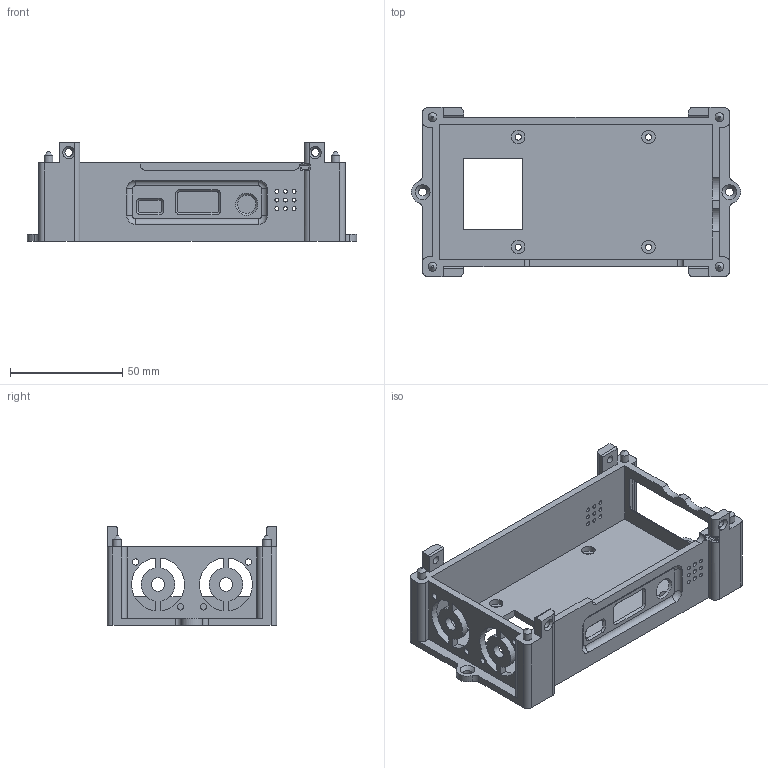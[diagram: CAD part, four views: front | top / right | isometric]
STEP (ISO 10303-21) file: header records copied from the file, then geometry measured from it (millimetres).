
FILE_DESCRIPTION(/* description */ ('Alibre Inc.'),/* implementation_level */ '2;1');
FILE_NAME(/* name */ 'export-516BD7B7-B234-4FE9-B2CC-DDD08022E3A9',/* time_stamp */ '2019-07-09T16:00:50-07:00',/* author */ (''),/* organization */ (''),/* preprocessor_version */ 'ST-DEVELOPER v17',/* originating_system */ 'Alibre',/* authorisation */ '');
FILE_SCHEMA (('AUTOMOTIVE_DESIGN'));
Length unit declared in the file: centimetre
Bounding box: 146.75 x 75.44 x 43.94 mm (x, y, z)
Volume: 85091.6 mm3; surface area: 43389.6 mm2
Topology: 1 solids, 1 shells, 247 faces, 675 edges, 438 vertices
Faces by surface type: plane 107, cylinder 97, cone 33, torus 8, bspline 2
Full cylindrical faces by diameter (mm): 1.778 x18, 2.749 x4, 2.806 x4, 3.429 x4, 3.607 x2, 3.937 x4, 5.999 x8, 6 x2
Entity records: 7507 total; most frequent: CARTESIAN_POINT 1457, ORIENTED_EDGE 1202, DIRECTION 1154, EDGE_CURVE 601, AXIS2_PLACEMENT_3D 468, VERTEX_POINT 421, EDGE_LOOP 400, FACE_BOUND 400
